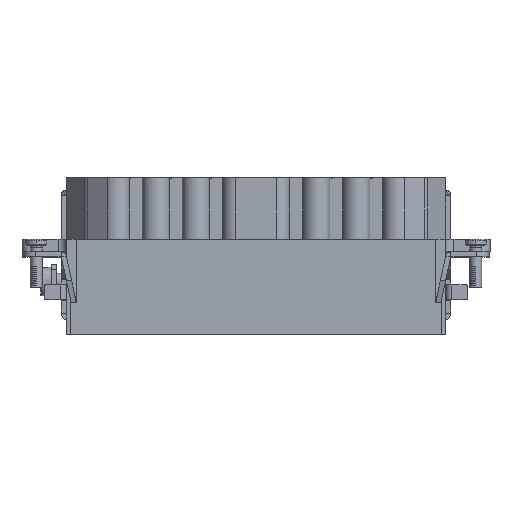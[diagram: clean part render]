
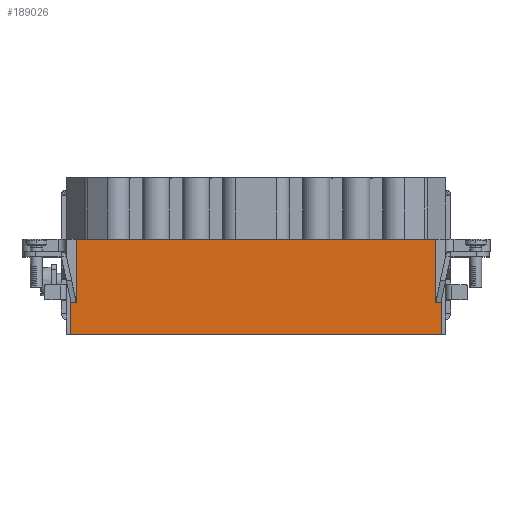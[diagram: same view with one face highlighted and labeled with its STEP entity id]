
A CAD part, top view. The second image highlights one B-rep face of the part: STEP entity #189026.
In plain terms, the highlighted planar face has unit normal (0, 0, 1).
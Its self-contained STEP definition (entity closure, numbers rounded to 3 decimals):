
#18194=DIRECTION('',(1.,0.,0.));
#18195=VECTOR('',#18194,87.75);
#18196=CARTESIAN_POINT('',(-43.875,-37.05,16.9));
#18197=LINE('',#18196,#18195);
#44408=DIRECTION('',(1.,0.,0.));
#44409=VECTOR('',#44408,1.35);
#44410=CARTESIAN_POINT('',(42.525,-29.6,16.9));
#44411=LINE('',#44410,#44409);
#44476=DIRECTION('',(0.,1.,0.));
#44477=VECTOR('',#44476,7.45);
#44478=CARTESIAN_POINT('',(-43.875,-37.05,16.9));
#44479=LINE('',#44478,#44477);
#44480=DIRECTION('',(0.,1.,0.));
#44481=VECTOR('',#44480,15.);
#44482=CARTESIAN_POINT('',(-42.525,-29.6,16.9));
#44483=LINE('',#44482,#44481);
#44484=DIRECTION('',(1.,0.,0.));
#44485=VECTOR('',#44484,85.05);
#44486=CARTESIAN_POINT('',(-42.525,-14.6,16.9));
#44487=LINE('',#44486,#44485);
#44516=DIRECTION('',(-1.,0.,0.));
#44517=VECTOR('',#44516,1.35);
#44518=CARTESIAN_POINT('',(-42.525,-29.6,16.9));
#44519=LINE('',#44518,#44517);
#48300=DIRECTION('',(0.,1.,0.));
#48301=VECTOR('',#48300,15.);
#48302=CARTESIAN_POINT('',(42.525,-29.6,16.9));
#48303=LINE('',#48302,#48301);
#48328=DIRECTION('',(0.,1.,0.));
#48329=VECTOR('',#48328,7.45);
#48330=CARTESIAN_POINT('',(43.875,-37.05,16.9));
#48331=LINE('',#48330,#48329);
#117324=CARTESIAN_POINT('',(-42.525,-14.6,16.9));
#117325=VERTEX_POINT('',#117324);
#117326=CARTESIAN_POINT('',(42.525,-14.6,16.9));
#117327=VERTEX_POINT('',#117326);
#118496=CARTESIAN_POINT('',(42.525,-29.6,16.9));
#118497=CARTESIAN_POINT('',(43.875,-29.6,16.9));
#118498=VERTEX_POINT('',#118496);
#118499=VERTEX_POINT('',#118497);
#118516=CARTESIAN_POINT('',(-42.525,-29.6,16.9));
#118517=VERTEX_POINT('',#118516);
#118524=CARTESIAN_POINT('',(-43.875,-29.6,16.9));
#118525=VERTEX_POINT('',#118524);
#118708=CARTESIAN_POINT('',(-43.875,-37.05,16.9));
#118709=VERTEX_POINT('',#118708);
#118723=CARTESIAN_POINT('',(43.875,-37.05,16.9));
#118724=VERTEX_POINT('',#118723);
#189006=CARTESIAN_POINT('',(-42.525,0.,16.9));
#189007=DIRECTION('',(0.,0.,1.));
#189008=DIRECTION('',(1.,0.,0.));
#189009=AXIS2_PLACEMENT_3D('',#189006,#189007,#189008);
#189010=PLANE('',#189009);
#189011=ORIENTED_EDGE('',*,*,#164226,.F.);
#189013=ORIENTED_EDGE('',*,*,#189012,.T.);
#189015=ORIENTED_EDGE('',*,*,#189014,.F.);
#189017=ORIENTED_EDGE('',*,*,#189016,.T.);
#189018=ORIENTED_EDGE('',*,*,#186971,.T.);
#189020=ORIENTED_EDGE('',*,*,#189019,.F.);
#189021=ORIENTED_EDGE('',*,*,#188955,.T.);
#189023=ORIENTED_EDGE('',*,*,#189022,.F.);
#189024=EDGE_LOOP('',(#189011,#189013,#189015,#189017,#189018,#189020,#189021,
#189023));
#189025=FACE_OUTER_BOUND('',#189024,.F.);
#189026=ADVANCED_FACE('',(#189025),#189010,.T.);
#164226=EDGE_CURVE('',#118709,#118724,#18197,.T.);
#186971=EDGE_CURVE('',#117325,#117327,#44487,.T.);
#188955=EDGE_CURVE('',#118498,#118499,#44411,.T.);
#189012=EDGE_CURVE('',#118709,#118525,#44479,.T.);
#189014=EDGE_CURVE('',#118517,#118525,#44519,.T.);
#189016=EDGE_CURVE('',#118517,#117325,#44483,.T.);
#189019=EDGE_CURVE('',#118498,#117327,#48303,.T.);
#189022=EDGE_CURVE('',#118724,#118499,#48331,.T.);
